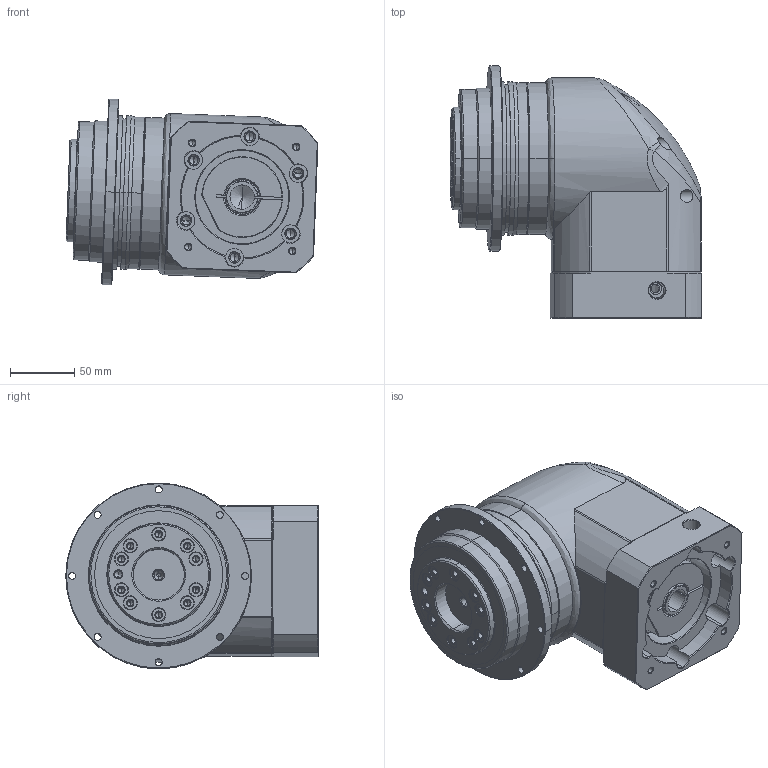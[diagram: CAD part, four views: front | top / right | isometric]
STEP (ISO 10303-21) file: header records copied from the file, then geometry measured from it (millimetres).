
FILE_DESCRIPTION (( 'STEP AP214' ), '1' );
FILE_NAME ('SDL110-L1-19-95-115-M6-M8.STEP', '2022-02-25T10:00:36', ( 'admin' ), ( '' ), 'SwSTEP 2.0', 'SolidWorks 2013', '' );
FILE_SCHEMA (( 'AUTOMOTIVE_DESIGN' ));
Length unit declared in the file: millimetre
Products named in the file (6): SDL115-22; SDL110-L1-19-95-115-M6-M8; SD110-L1; 22-19_X2_8F6C63625957_X0_; SBL115-95-115M6; SBL115_X2_8F9351658F7495017D2773AF_X0_-22
Assembly tree (5 placements, depth 2):
  SDL110-L1-19-95-115-M6-M8
    SDL115-22
    SBL115_X2_8F9351658F7495017D2773AF_X0_-22
    SBL115-95-115M6
    22-19_X2_8F6C63625957_X0_
    SD110-L1
Bounding box: 196.55 x 197 x 145.16 mm (x, y, z)
Volume: 2680294.4 mm3; surface area: 254116 mm2
Topology: 9 solids, 9 shells, 607 faces, 1532 edges, 935 vertices
Faces by surface type: cylinder 268, cone 204, plane 105, bspline 28, torus 2
Entity records: 32160 total; most frequent: CARTESIAN_POINT 10979, DIRECTION 3020, ORIENTED_EDGE 2920, EDGE_CURVE 1460, AXIS2_PLACEMENT_3D 1223, VERTEX_POINT 935, EDGE_LOOP 723, CIRCLE 636
